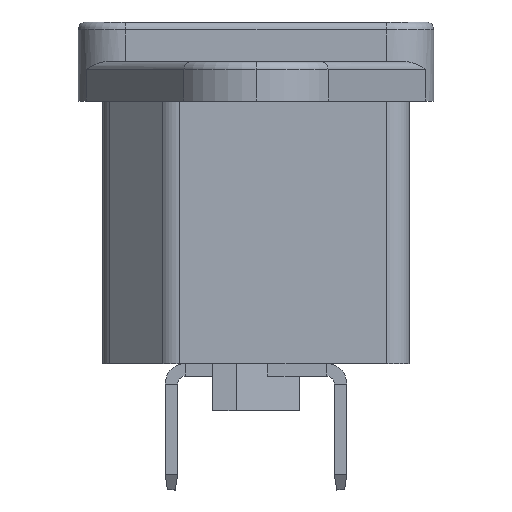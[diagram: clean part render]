
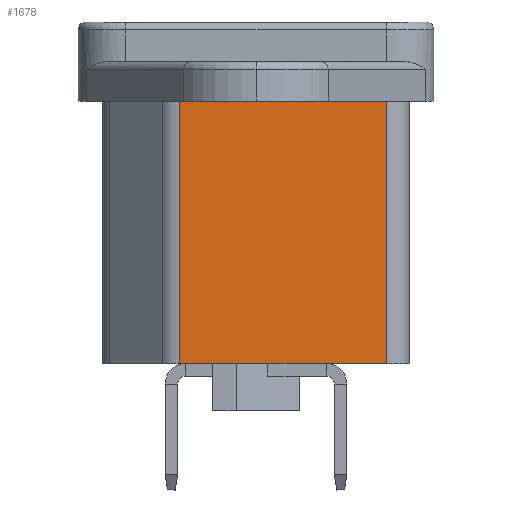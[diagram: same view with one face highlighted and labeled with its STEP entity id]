
A CAD part, left-side view. The second image highlights one B-rep face of the part: STEP entity #1678.
In plain terms, the highlighted planar face has unit normal (-1, 0, 0).
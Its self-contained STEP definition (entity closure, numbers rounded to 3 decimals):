
#96 = ORIENTED_EDGE ( 'NONE', *, *, #5326, .T. ) ;
#212 = VECTOR ( 'NONE', #4792, 1000. ) ;
#762 = CARTESIAN_POINT ( 'NONE',  ( -13.7, 5.457, -16.6 ) ) ;
#848 = LINE ( 'NONE', #4456, #4410 ) ;
#916 = VECTOR ( 'NONE', #1858, 1000. ) ;
#941 = DIRECTION ( 'NONE',  ( 0., 0., 1. ) ) ;
#1298 = ORIENTED_EDGE ( 'NONE', *, *, #5946, .F. ) ;
#1388 = LINE ( 'NONE', #2475, #2546 ) ;
#1678 = ADVANCED_FACE ( 'NONE', ( #1709 ), #2221, .F. ) ;
#1709 = FACE_OUTER_BOUND ( 'NONE', #3428, .T. ) ;
#1804 = LINE ( 'NONE', #5248, #212 ) ;
#1858 = DIRECTION ( 'NONE',  ( 0., 1., 0. ) ) ;
#2221 = PLANE ( 'NONE',  #3905 ) ;
#2475 = CARTESIAN_POINT ( 'NONE',  ( -13.7, 5.457, -16.6 ) ) ;
#2546 = VECTOR ( 'NONE', #5024, 1000. ) ;
#2641 = ORIENTED_EDGE ( 'NONE', *, *, #6269, .T. ) ;
#2792 = DIRECTION ( 'NONE',  ( 0., 0., -1. ) ) ;
#3428 = EDGE_LOOP ( 'NONE', ( #96, #5401, #1298, #2641 ) ) ;
#3544 = VERTEX_POINT ( 'NONE', #4376 ) ;
#3905 = AXIS2_PLACEMENT_3D ( 'NONE', #762, #4234, #2792 ) ;
#4234 = DIRECTION ( 'NONE',  ( 1., 0., 0. ) ) ;
#4352 = CARTESIAN_POINT ( 'NONE',  ( -13.7, 4.836, -16.6 ) ) ;
#4376 = CARTESIAN_POINT ( 'NONE',  ( -13.7, 4.836, 0. ) ) ;
#4410 = VECTOR ( 'NONE', #941, 1000. ) ;
#4456 = CARTESIAN_POINT ( 'NONE',  ( -13.7, -8.25, -16.6 ) ) ;
#4509 = CARTESIAN_POINT ( 'NONE',  ( -13.7, 5.457, 0. ) ) ;
#4792 = DIRECTION ( 'NONE',  ( 0., 0., -1. ) ) ;
#4860 = EDGE_CURVE ( 'NONE', #3544, #4911, #1804, .T. ) ;
#4911 = VERTEX_POINT ( 'NONE', #4352 ) ;
#5024 = DIRECTION ( 'NONE',  ( 0., 1., 0. ) ) ;
#5246 = CARTESIAN_POINT ( 'NONE',  ( -13.7, -8.25, 0. ) ) ;
#5248 = CARTESIAN_POINT ( 'NONE',  ( -13.7, 4.836, -16.6 ) ) ;
#5326 = EDGE_CURVE ( 'NONE', #6159, #3544, #6443, .T. ) ;
#5401 = ORIENTED_EDGE ( 'NONE', *, *, #4860, .T. ) ;
#5946 = EDGE_CURVE ( 'NONE', #6533, #4911, #1388, .T. ) ;
#6159 = VERTEX_POINT ( 'NONE', #5246 ) ;
#6233 = CARTESIAN_POINT ( 'NONE',  ( -13.7, -8.25, -16.6 ) ) ;
#6269 = EDGE_CURVE ( 'NONE', #6533, #6159, #848, .T. ) ;
#6443 = LINE ( 'NONE', #4509, #916 ) ;
#6533 = VERTEX_POINT ( 'NONE', #6233 ) ;
